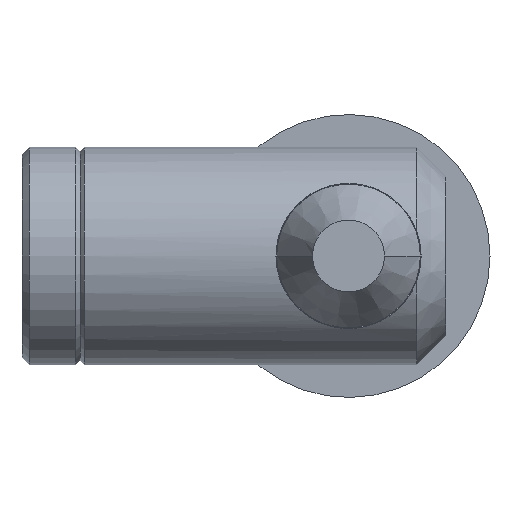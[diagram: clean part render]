
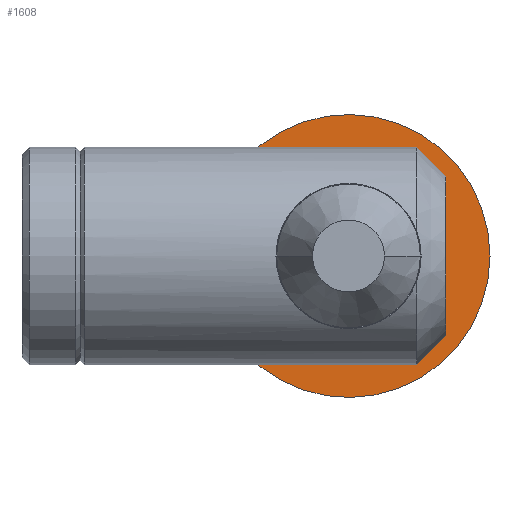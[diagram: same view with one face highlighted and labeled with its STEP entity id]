
A CAD part, left-side view. The second image highlights one B-rep face of the part: STEP entity #1608.
In plain terms, the highlighted planar face has unit normal (-1, 0, 0).
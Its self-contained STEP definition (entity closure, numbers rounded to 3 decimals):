
#7 = CARTESIAN_POINT ( 'NONE',  ( 38., -18.5, 0. ) ) ;
#30 = DIRECTION ( 'NONE',  ( 0., 0.707, 0.707 ) ) ;
#40 = EDGE_CURVE ( 'NONE', #786, #553, #526, .T. ) ;
#48 = CARTESIAN_POINT ( 'NONE',  ( 38., -18.5, 0. ) ) ;
#53 = DIRECTION ( 'NONE',  ( -1., 0., 0. ) ) ;
#109 = ORIENTED_EDGE ( 'NONE', *, *, #2113, .F. ) ;
#160 = CIRCLE ( 'NONE', #1373, 9.75 ) ;
#186 = CARTESIAN_POINT ( 'NONE',  ( 38., -15.775, -2.725 ) ) ;
#209 = DIRECTION ( 'NONE',  ( -1., 0., 0. ) ) ;
#329 = VERTEX_POINT ( 'NONE', #481 ) ;
#407 = CARTESIAN_POINT ( 'NONE',  ( 38., -13.05, 0. ) ) ;
#420 = EDGE_CURVE ( 'NONE', #553, #786, #1197, .T. ) ;
#452 = AXIS2_PLACEMENT_3D ( 'NONE', #475, #646, #1997 ) ;
#475 = CARTESIAN_POINT ( 'NONE',  ( 38., -22.5, 0. ) ) ;
#481 = CARTESIAN_POINT ( 'NONE',  ( 38., -12.754, -0.296 ) ) ;
#507 = EDGE_LOOP ( 'NONE', ( #109, #517, #510, #1870 ) ) ;
#510 = ORIENTED_EDGE ( 'NONE', *, *, #1872, .T. ) ;
#517 = ORIENTED_EDGE ( 'NONE', *, *, #562, .T. ) ;
#526 = CIRCLE ( 'NONE', #2035, 4. ) ;
#553 = VERTEX_POINT ( 'NONE', #2084 ) ;
#562 = EDGE_CURVE ( 'NONE', #329, #1142, #160, .T. ) ;
#566 = DIRECTION ( 'NONE',  ( 0., 1., 0. ) ) ;
#646 = DIRECTION ( 'NONE',  ( -1., 0., 0. ) ) ;
#715 = CARTESIAN_POINT ( 'NONE',  ( 38., -15.775, 2.725 ) ) ;
#734 = DIRECTION ( 'NONE',  ( 0., -1., 0. ) ) ;
#786 = VERTEX_POINT ( 'NONE', #7 ) ;
#821 = CARTESIAN_POINT ( 'NONE',  ( 38., -32.25, 0. ) ) ;
#851 = FACE_BOUND ( 'NONE', #2173, .T. ) ;
#861 = FACE_OUTER_BOUND ( 'NONE', #507, .T. ) ;
#870 = LINE ( 'NONE', #715, #1311 ) ;
#914 = CARTESIAN_POINT ( 'NONE',  ( 38., -12.754, 0.296 ) ) ;
#957 = DIRECTION ( 'NONE',  ( 0., -1., 0. ) ) ;
#1043 = CARTESIAN_POINT ( 'NONE',  ( 38., -22.5, 0. ) ) ;
#1114 = CARTESIAN_POINT ( 'NONE',  ( 38., -22.5, 0. ) ) ;
#1142 = VERTEX_POINT ( 'NONE', #821 ) ;
#1197 = CIRCLE ( 'NONE', #1734, 4. ) ;
#1226 = LINE ( 'NONE', #186, #1519 ) ;
#1237 = ORIENTED_EDGE ( 'NONE', *, *, #40, .F. ) ;
#1291 = ORIENTED_EDGE ( 'NONE', *, *, #420, .F. ) ;
#1311 = VECTOR ( 'NONE', #1717, 1000. ) ;
#1369 = VERTEX_POINT ( 'NONE', #407 ) ;
#1373 = AXIS2_PLACEMENT_3D ( 'NONE', #1432, #53, #1768 ) ;
#1382 = VERTEX_POINT ( 'NONE', #914 ) ;
#1432 = CARTESIAN_POINT ( 'NONE',  ( 38., -22.5, 0. ) ) ;
#1519 = VECTOR ( 'NONE', #30, 1000. ) ;
#1538 = PLANE ( 'NONE',  #1666 ) ;
#1608 = ADVANCED_FACE ( 'NONE', ( #851, #861 ), #1538, .F. ) ;
#1650 = EDGE_CURVE ( 'NONE', #1369, #1382, #1226, .T. ) ;
#1666 = AXIS2_PLACEMENT_3D ( 'NONE', #48, #2072, #566 ) ;
#1717 = DIRECTION ( 'NONE',  ( 0., -0.707, 0.707 ) ) ;
#1734 = AXIS2_PLACEMENT_3D ( 'NONE', #1043, #209, #734 ) ;
#1768 = DIRECTION ( 'NONE',  ( 0., -1., 0. ) ) ;
#1778 = CIRCLE ( 'NONE', #452, 9.75 ) ;
#1801 = DIRECTION ( 'NONE',  ( -1., 0., 0. ) ) ;
#1870 = ORIENTED_EDGE ( 'NONE', *, *, #1650, .F. ) ;
#1872 = EDGE_CURVE ( 'NONE', #1142, #1382, #1778, .T. ) ;
#1997 = DIRECTION ( 'NONE',  ( 0., -1., 0. ) ) ;
#2035 = AXIS2_PLACEMENT_3D ( 'NONE', #1114, #1801, #957 ) ;
#2072 = DIRECTION ( 'NONE',  ( 1., 0., 0. ) ) ;
#2084 = CARTESIAN_POINT ( 'NONE',  ( 38., -26.5, 0. ) ) ;
#2113 = EDGE_CURVE ( 'NONE', #329, #1369, #870, .T. ) ;
#2173 = EDGE_LOOP ( 'NONE', ( #1291, #1237 ) ) ;
